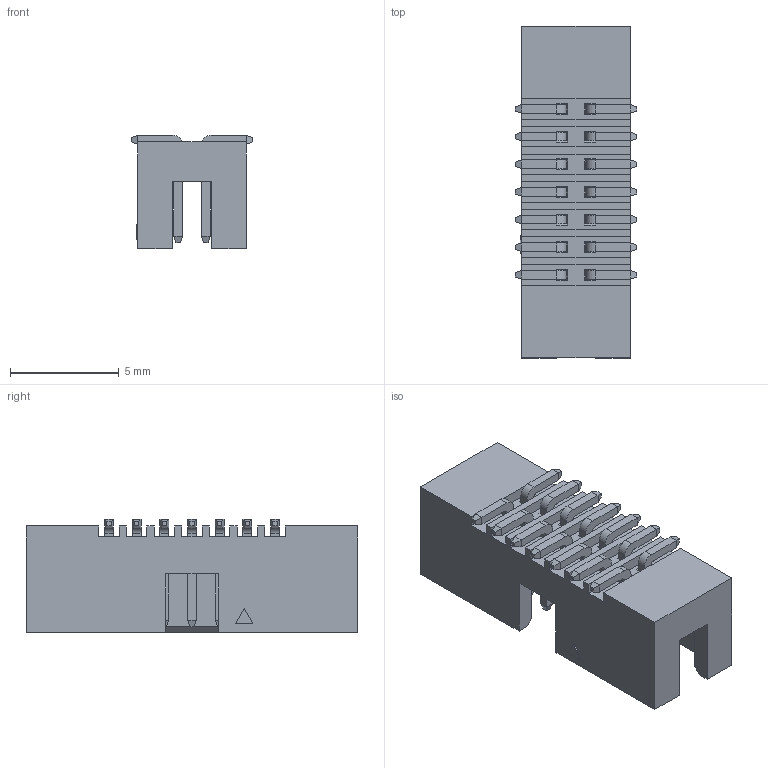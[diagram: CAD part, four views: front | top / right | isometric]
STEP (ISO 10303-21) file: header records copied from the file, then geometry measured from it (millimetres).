
FILE_DESCRIPTION((''),'2;1');
FILE_NAME('2195SM-14G-K-TY_ASM','2020-04-22T14:28:55',('Jamie'),(''),'CREO PARAMETRIC BY PTC INC, 2018050','CREO PARAMETRIC BY PTC INC, 2018050','');
FILE_SCHEMA(('CONFIG_CONTROL_DESIGN'));
Length unit declared in the file: millimetre
Products named in the file (3): 801-2195-14-K; 2195SM-PIN; 2195SM-14G-K-TY_ASM
Assembly tree (15 placements, depth 2):
  2195SM-14G-K-TY_ASM
    801-2195-14-K
    2195SM-PIN  x14
Bounding box: 5.6 x 15.24 x 5.2 mm (x, y, z)
Volume: 209.5 mm3; surface area: 633.1 mm2
Topology: 15 solids, 15 shells, 425 faces, 1010 edges, 616 vertices
Faces by surface type: plane 397, cylinder 28
Entity records: 5832 total; most frequent: CARTESIAN_POINT 1003, ORIENTED_EDGE 980, DIRECTION 912, EDGE_CURVE 490, VECTOR 486, LINE 486, VERTEX_POINT 304, EDGE_LOOP 220
